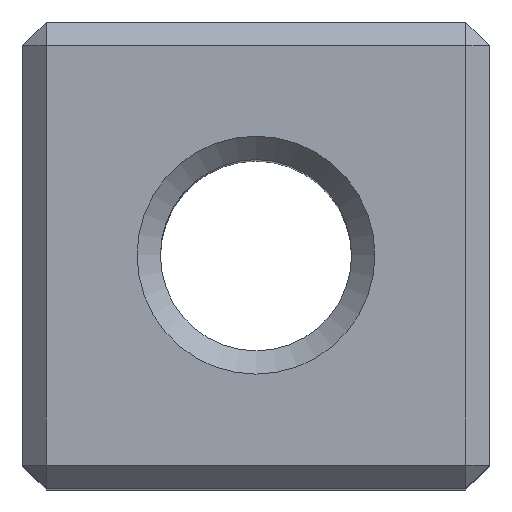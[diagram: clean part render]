
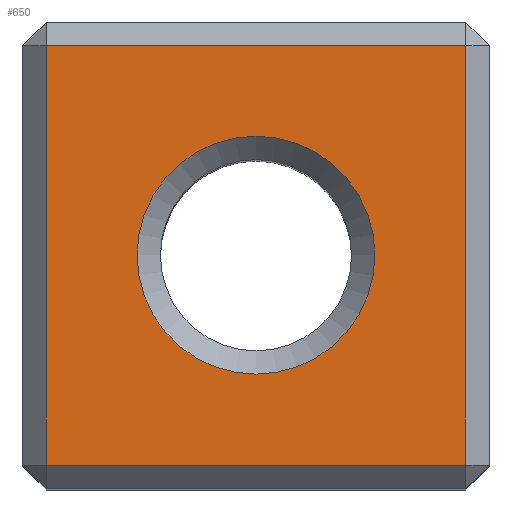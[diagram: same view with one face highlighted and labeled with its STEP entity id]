
A CAD part, top view. The second image highlights one B-rep face of the part: STEP entity #650.
In plain terms, the highlighted planar face has unit normal (0, 0, 1).
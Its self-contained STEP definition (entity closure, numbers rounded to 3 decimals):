
#452 = VERTEX_POINT('',#453);
#453 = CARTESIAN_POINT('',(-4.5,4.5,20.));
#459 = EDGE_CURVE('',#452,#460,#462,.T.);
#460 = VERTEX_POINT('',#461);
#461 = CARTESIAN_POINT('',(-4.5,-4.5,20.));
#462 = LINE('',#463,#464);
#463 = CARTESIAN_POINT('',(-4.5,5.,20.));
#464 = VECTOR('',#465,1.);
#465 = DIRECTION('',(0.,-1.,0.));
#517 = VERTEX_POINT('',#518);
#518 = CARTESIAN_POINT('',(4.5,4.5,20.));
#524 = EDGE_CURVE('',#517,#452,#525,.T.);
#525 = LINE('',#526,#527);
#526 = CARTESIAN_POINT('',(5.,4.5,20.));
#527 = VECTOR('',#528,1.);
#528 = DIRECTION('',(-1.,0.,0.));
#551 = EDGE_CURVE('',#460,#552,#554,.T.);
#552 = VERTEX_POINT('',#553);
#553 = CARTESIAN_POINT('',(4.5,-4.5,20.));
#554 = LINE('',#555,#556);
#555 = CARTESIAN_POINT('',(-5.,-4.5,20.));
#556 = VECTOR('',#557,1.);
#557 = DIRECTION('',(1.,0.,0.));
#597 = EDGE_CURVE('',#552,#517,#598,.T.);
#598 = LINE('',#599,#600);
#599 = CARTESIAN_POINT('',(4.5,-5.,20.));
#600 = VECTOR('',#601,1.);
#601 = DIRECTION('',(0.,1.,0.));
#619 = VERTEX_POINT('',#620);
#620 = CARTESIAN_POINT('',(2.55,0.,20.));
#626 = EDGE_CURVE('',#619,#619,#627,.T.);
#627 = CIRCLE('',#628,2.55);
#628 = AXIS2_PLACEMENT_3D('',#629,#630,#631);
#629 = CARTESIAN_POINT('',(0.,0.,20.));
#630 = DIRECTION('',(0.,0.,1.));
#631 = DIRECTION('',(1.,0.,0.));
#650 = ADVANCED_FACE('',(#651,#657),#660,.T.);
#651 = FACE_BOUND('',#652,.T.);
#652 = EDGE_LOOP('',(#653,#654,#655,#656));
#653 = ORIENTED_EDGE('',*,*,#459,.T.);
#654 = ORIENTED_EDGE('',*,*,#551,.T.);
#655 = ORIENTED_EDGE('',*,*,#597,.T.);
#656 = ORIENTED_EDGE('',*,*,#524,.T.);
#657 = FACE_BOUND('',#658,.T.);
#658 = EDGE_LOOP('',(#659));
#659 = ORIENTED_EDGE('',*,*,#626,.F.);
#660 = PLANE('',#661);
#661 = AXIS2_PLACEMENT_3D('',#662,#663,#664);
#662 = CARTESIAN_POINT('',(0.,0.,20.));
#663 = DIRECTION('',(0.,0.,1.));
#664 = DIRECTION('',(1.,0.,0.));
